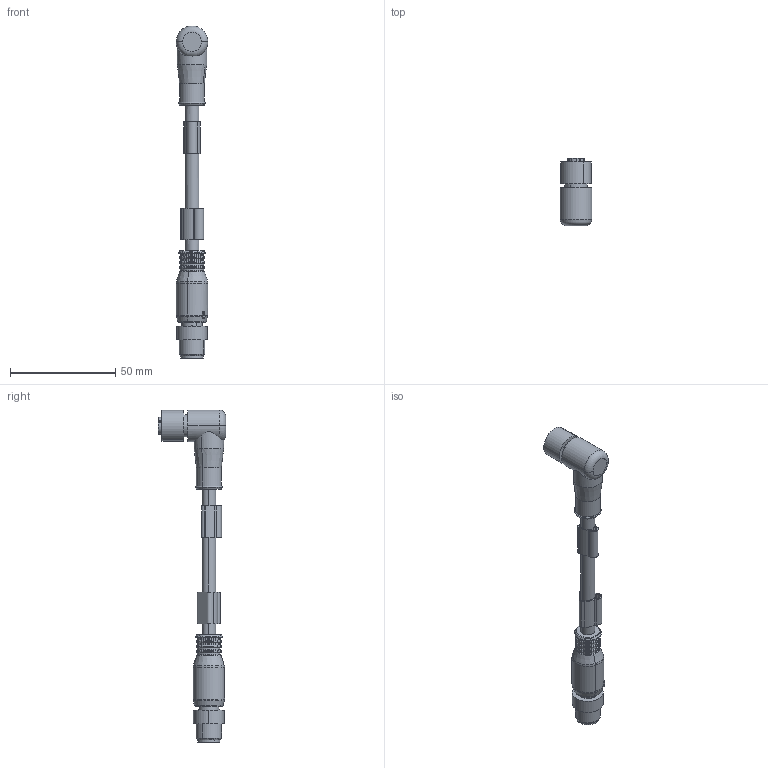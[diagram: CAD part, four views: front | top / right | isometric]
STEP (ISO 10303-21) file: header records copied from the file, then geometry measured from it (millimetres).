
FILE_DESCRIPTION(('CATIA V5 STEP Exchange','CAx-IF Rec.Pracs.--- Model Styling and Organization---1.5--- 2016-08-15','CAx-IF Rec.Pracs.---Supplemental Geometry---1.0---2011-11-01','CAx-IF Rec.Pracs.--- Composite Materials ---1.1---2010-07-15'),'2;1');
FILE_NAME ('1298967-2_0', '2025-06-20T06:17:56+00:00', ('none'), ('Weidmueller'), 'CATIA Version 5-6 Release 2022 SP4 HF5', 'CATIA V5 STEP AP214 v3', 'none');
FILE_SCHEMA(('AUTOMOTIVE_DESIGN { 1 0 10303 214 1 1 1 1 }'));
Length unit declared in the file: millimetre
Products named in the file (1): 2776740000
Bounding box: 15 x 32 x 157.51 mm (x, y, z)
Volume: 17295.7 mm3; surface area: 10420.6 mm2
Topology: 1 solids, 4 shells, 426 faces, 1073 edges, 679 vertices
Faces by surface type: cylinder 163, plane 146, torus 57, cone 40, sphere 8, bspline 8, revolution 4
Entity records: 12629 total; most frequent: CARTESIAN_POINT 3028, ORIENTED_EDGE 2126, DIRECTION 1452, EDGE_CURVE 1063, AXIS2_PLACEMENT_3D 773, VERTEX_POINT 679, CIRCLE 495, EDGE_LOOP 474
